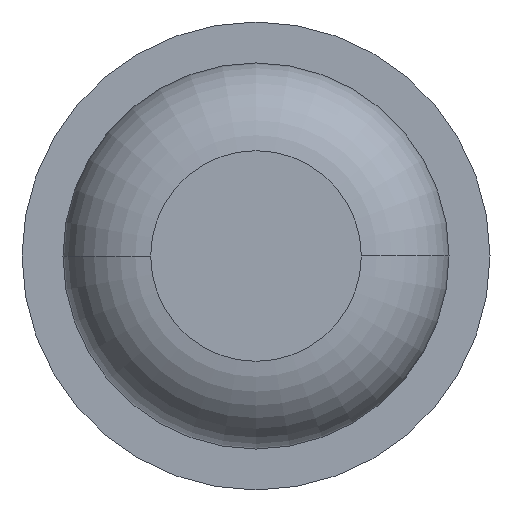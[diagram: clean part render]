
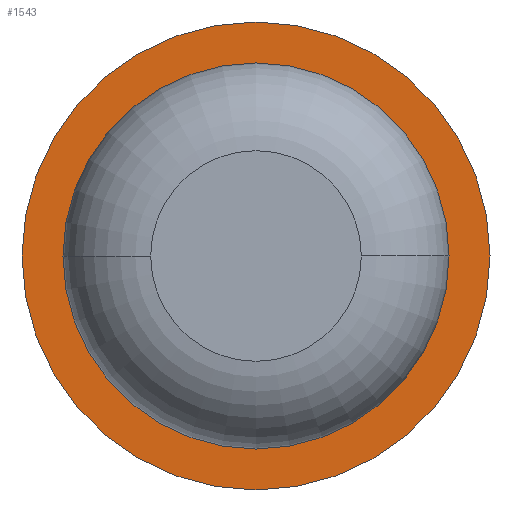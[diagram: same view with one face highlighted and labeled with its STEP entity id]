
A CAD part, front view. The second image highlights one B-rep face of the part: STEP entity #1543.
In plain terms, the highlighted planar face has unit normal (0, -1, 0).
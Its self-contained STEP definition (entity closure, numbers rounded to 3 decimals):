
#8 = CARTESIAN_POINT ( 'NONE',  ( 0., -6., 0. ) ) ;
#152 = CARTESIAN_POINT ( 'NONE',  ( 0.825, -6., 0. ) ) ;
#432 = CIRCLE ( 'NONE', #2686, 1. ) ;
#480 = DIRECTION ( 'NONE',  ( 0., 1., 0. ) ) ;
#548 = CARTESIAN_POINT ( 'NONE',  ( 0., -6., 0. ) ) ;
#581 = DIRECTION ( 'NONE',  ( 0., 1., 0. ) ) ;
#591 = FACE_OUTER_BOUND ( 'NONE', #2177, .T. ) ;
#868 = DIRECTION ( 'NONE',  ( 0., 1., 0. ) ) ;
#1125 = DIRECTION ( 'NONE',  ( -1., 0., 0. ) ) ;
#1135 = DIRECTION ( 'NONE',  ( -1., 0., 0. ) ) ;
#1156 = EDGE_CURVE ( 'Defeature ausgef�hrt1_5+Defeature ausgef�hrt1_0+Defeature ausgef�hrt1_0+Defeature ausgef�hrt1_0', #3120, #1620, #3249, .T. ) ;
#1224 = EDGE_CURVE ( 'Defeature ausgef�hrt1_6+Defeature ausgef�hrt1_5+Defeature ausgef�hrt1_5+Defeature ausgef�hrt1_5', #2443, #1487, #432, .T. ) ;
#1288 = PLANE ( 'NONE',  #3017 ) ;
#1487 = VERTEX_POINT ( 'NONE', #2410 ) ;
#1543 = ADVANCED_FACE ( 'Defeature ausgef�hrt1_5', ( #591, #3592 ), #1288, .F. ) ;
#1565 = DIRECTION ( 'NONE',  ( -1., 0., 0. ) ) ;
#1620 = VERTEX_POINT ( 'NONE', #2489 ) ;
#2160 = DIRECTION ( 'NONE',  ( -1., 0., 0. ) ) ;
#2177 = EDGE_LOOP ( 'NONE', ( #3294, #3332 ) ) ;
#2193 = CARTESIAN_POINT ( 'NONE',  ( 1., -6., 0. ) ) ;
#2200 = AXIS2_PLACEMENT_3D ( 'NONE', #2749, #480, #1565 ) ;
#2410 = CARTESIAN_POINT ( 'NONE',  ( -1., -6., 0. ) ) ;
#2443 = VERTEX_POINT ( 'NONE', #2193 ) ;
#2451 = EDGE_CURVE ( 'Defeature ausgef�hrt1_5+Defeature ausgef�hrt1_0+Defeature ausgef�hrt1_0+Defeature ausgef�hrt1_0', #1620, #3120, #2965, .T. ) ;
#2489 = CARTESIAN_POINT ( 'NONE',  ( -0.825, -6., 0. ) ) ;
#2524 = EDGE_LOOP ( 'NONE', ( #2678, #2588 ) ) ;
#2588 = ORIENTED_EDGE ( 'NONE', *, *, #1156, .T. ) ;
#2678 = ORIENTED_EDGE ( 'NONE', *, *, #2451, .T. ) ;
#2686 = AXIS2_PLACEMENT_3D ( 'NONE', #8, #581, #2881 ) ;
#2749 = CARTESIAN_POINT ( 'NONE',  ( 0., -6., 0. ) ) ;
#2781 = AXIS2_PLACEMENT_3D ( 'NONE', #548, #3134, #1135 ) ;
#2881 = DIRECTION ( 'NONE',  ( -1., 0., 0. ) ) ;
#2965 = CIRCLE ( 'NONE', #2200, 0.825 ) ;
#3017 = AXIS2_PLACEMENT_3D ( 'NONE', #152, #3310, #2160 ) ;
#3120 = VERTEX_POINT ( 'NONE', #3150 ) ;
#3134 = DIRECTION ( 'NONE',  ( 0., 1., 0. ) ) ;
#3150 = CARTESIAN_POINT ( 'NONE',  ( 0.825, -6., 0. ) ) ;
#3249 = CIRCLE ( 'NONE', #3568, 0.825 ) ;
#3294 = ORIENTED_EDGE ( 'NONE', *, *, #3659, .F. ) ;
#3310 = DIRECTION ( 'NONE',  ( 0., 1., 0. ) ) ;
#3332 = ORIENTED_EDGE ( 'NONE', *, *, #1224, .F. ) ;
#3494 = CIRCLE ( 'NONE', #2781, 1. ) ;
#3568 = AXIS2_PLACEMENT_3D ( 'NONE', #3685, #868, #1125 ) ;
#3592 = FACE_BOUND ( 'NONE', #2524, .T. ) ;
#3659 = EDGE_CURVE ( 'Defeature ausgef�hrt1_6+Defeature ausgef�hrt1_5+Defeature ausgef�hrt1_5+Defeature ausgef�hrt1_5', #1487, #2443, #3494, .T. ) ;
#3685 = CARTESIAN_POINT ( 'NONE',  ( 0., -6., 0. ) ) ;
